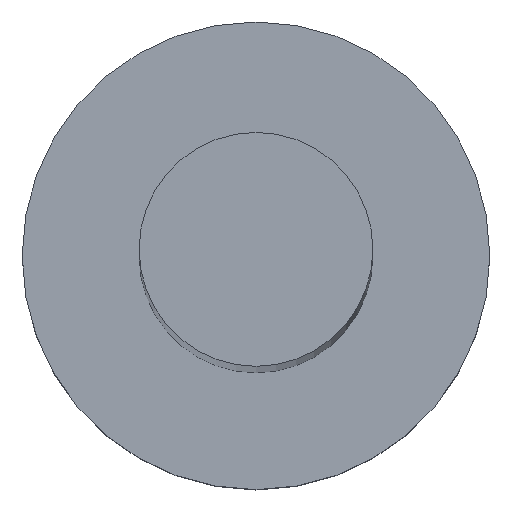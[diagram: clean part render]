
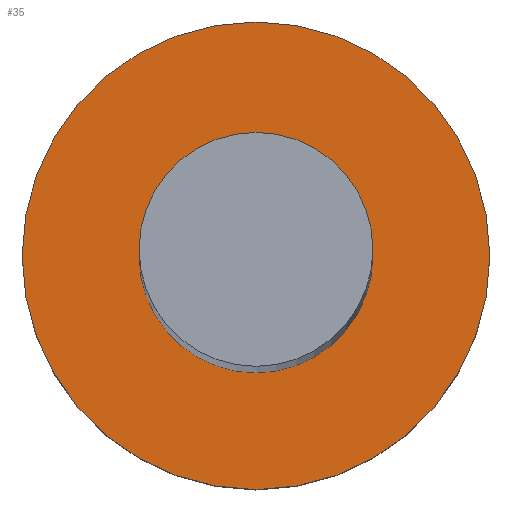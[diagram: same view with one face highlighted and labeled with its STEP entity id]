
A CAD part, top view. The second image highlights one B-rep face of the part: STEP entity #35.
In plain terms, the highlighted planar face has unit normal (0, 0, 1).
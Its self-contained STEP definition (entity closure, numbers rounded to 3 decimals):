
#8 = AXIS2_PLACEMENT_3D ( 'NONE', #127, #89, #74 ) ;
#10 = EDGE_LOOP ( 'NONE', ( #204, #222 ) ) ;
#12 = VERTEX_POINT ( 'NONE', #79 ) ;
#20 = CARTESIAN_POINT ( 'NONE',  ( -6., 0., 5. ) ) ;
#24 = AXIS2_PLACEMENT_3D ( 'NONE', #84, #68, #224 ) ;
#35 = ADVANCED_FACE ( 'NONE', ( #159, #121 ), #144, .T. ) ;
#46 = EDGE_CURVE ( 'NONE', #139, #151, #48, .T. ) ;
#48 = CIRCLE ( 'NONE', #24, 6. ) ;
#49 = ORIENTED_EDGE ( 'NONE', *, *, #218, .T. ) ;
#50 = AXIS2_PLACEMENT_3D ( 'NONE', #141, #245, #53 ) ;
#53 = DIRECTION ( 'NONE',  ( 1., 0., 0. ) ) ;
#57 = DIRECTION ( 'NONE',  ( 1., 0., 0. ) ) ;
#68 = DIRECTION ( 'NONE',  ( 0., 0., 1. ) ) ;
#74 = DIRECTION ( 'NONE',  ( 1., 0., 0. ) ) ;
#79 = CARTESIAN_POINT ( 'NONE',  ( 3., 0., 5. ) ) ;
#80 = DIRECTION ( 'NONE',  ( 0., 0., 1. ) ) ;
#83 = CARTESIAN_POINT ( 'NONE',  ( 0., 0., 5. ) ) ;
#84 = CARTESIAN_POINT ( 'NONE',  ( 0., 0., 5. ) ) ;
#89 = DIRECTION ( 'NONE',  ( 0., 0., 1. ) ) ;
#91 = CIRCLE ( 'NONE', #207, 3. ) ;
#97 = VERTEX_POINT ( 'NONE', #115 ) ;
#103 = EDGE_CURVE ( 'NONE', #12, #97, #91, .T. ) ;
#115 = CARTESIAN_POINT ( 'NONE',  ( -3., 0., 5. ) ) ;
#121 = FACE_OUTER_BOUND ( 'NONE', #148, .T. ) ;
#123 = CIRCLE ( 'NONE', #228, 3. ) ;
#125 = DIRECTION ( 'NONE',  ( 1., 0., 0. ) ) ;
#127 = CARTESIAN_POINT ( 'NONE',  ( 0., 0., 5. ) ) ;
#139 = VERTEX_POINT ( 'NONE', #231 ) ;
#141 = CARTESIAN_POINT ( 'NONE',  ( 0., 0., 5. ) ) ;
#144 = PLANE ( 'NONE',  #50 ) ;
#148 = EDGE_LOOP ( 'NONE', ( #49, #229 ) ) ;
#151 = VERTEX_POINT ( 'NONE', #20 ) ;
#159 = FACE_BOUND ( 'NONE', #10, .T. ) ;
#164 = EDGE_CURVE ( 'NONE', #97, #12, #123, .T. ) ;
#173 = CARTESIAN_POINT ( 'NONE',  ( 0., 0., 5. ) ) ;
#192 = DIRECTION ( 'NONE',  ( 0., 0., 1. ) ) ;
#202 = CIRCLE ( 'NONE', #8, 6. ) ;
#204 = ORIENTED_EDGE ( 'NONE', *, *, #164, .F. ) ;
#207 = AXIS2_PLACEMENT_3D ( 'NONE', #83, #80, #57 ) ;
#218 = EDGE_CURVE ( 'NONE', #151, #139, #202, .T. ) ;
#222 = ORIENTED_EDGE ( 'NONE', *, *, #103, .F. ) ;
#224 = DIRECTION ( 'NONE',  ( 1., 0., 0. ) ) ;
#228 = AXIS2_PLACEMENT_3D ( 'NONE', #173, #192, #125 ) ;
#229 = ORIENTED_EDGE ( 'NONE', *, *, #46, .T. ) ;
#231 = CARTESIAN_POINT ( 'NONE',  ( 6., 0., 5. ) ) ;
#245 = DIRECTION ( 'NONE',  ( 0., 0., 1. ) ) ;
